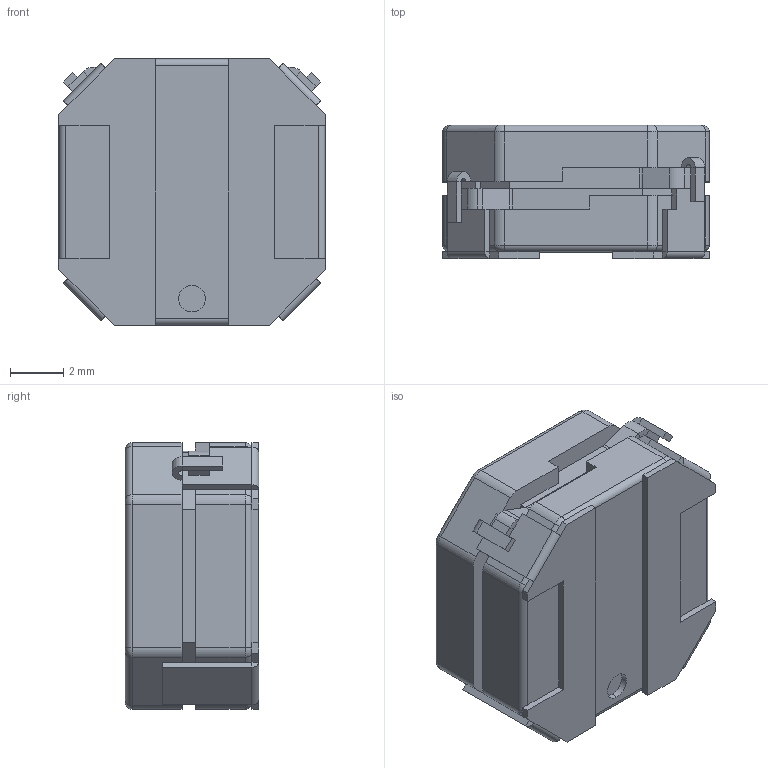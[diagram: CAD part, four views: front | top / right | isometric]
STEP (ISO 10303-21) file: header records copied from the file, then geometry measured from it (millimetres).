
FILE_DESCRIPTION (( 'STEP AP214' ), '1' );
FILE_NAME ('1274AS-H-220M=P3.STEP', '2020-01-27T20:26:49', ( '' ), ( '' ), 'SwSTEP 2.0', 'SolidWorks 2018', '' );
FILE_SCHEMA (( 'AUTOMOTIVE_DESIGN' ));
Length unit declared in the file: millimetre
Products named in the file (1): 1274AS-H-220M=P3
Bounding box: 10 x 5 x 10 mm (x, y, z)
Volume: 432 mm3; surface area: 605.6 mm2
Topology: 5 solids, 5 shells, 220 faces, 510 edges, 302 vertices
Faces by surface type: plane 150, cylinder 54, torus 16
Entity records: 6156 total; most frequent: DIRECTION 1076, CARTESIAN_POINT 1033, ORIENTED_EDGE 1020, EDGE_CURVE 510, VECTOR 386, LINE 386, AXIS2_PLACEMENT_3D 345, VERTEX_POINT 302
